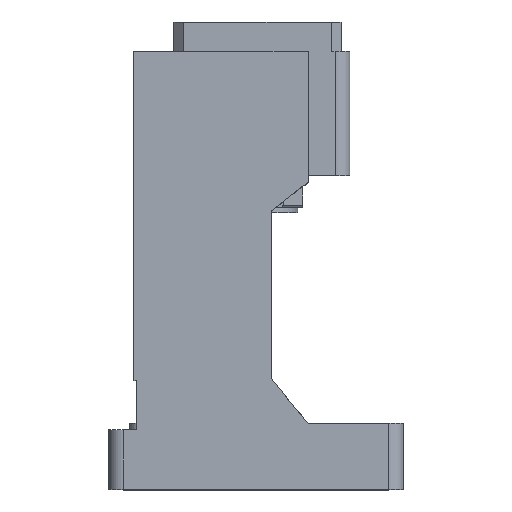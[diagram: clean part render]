
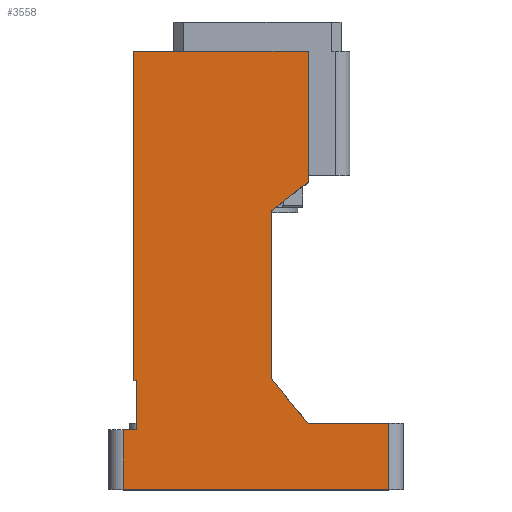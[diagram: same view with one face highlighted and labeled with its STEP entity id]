
A CAD part, top view. The second image highlights one B-rep face of the part: STEP entity #3558.
In plain terms, the highlighted planar face has unit normal (0, 0, 1).
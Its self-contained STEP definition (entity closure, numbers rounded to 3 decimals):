
#13 = LINE ( 'NONE', #1678, #3897 ) ;
#97 = PLANE ( 'NONE',  #2458 ) ;
#210 = VERTEX_POINT ( 'NONE', #3164 ) ;
#247 = VECTOR ( 'NONE', #920, 1000. ) ;
#296 = VECTOR ( 'NONE', #3567, 1000. ) ;
#337 = ORIENTED_EDGE ( 'NONE', *, *, #948, .T. ) ;
#363 = VERTEX_POINT ( 'NONE', #485 ) ;
#387 = CARTESIAN_POINT ( 'NONE',  ( 27., 9.35, 30. ) ) ;
#420 = LINE ( 'NONE', #3546, #2384 ) ;
#485 = CARTESIAN_POINT ( 'NONE',  ( -27., 9.35, 30. ) ) ;
#538 = EDGE_LOOP ( 'NONE', ( #1548, #915, #1944, #3242, #2451, #903, #3134, #1431, #2726, #2165, #1890, #337, #1956 ) ) ;
#616 = DIRECTION ( 'NONE',  ( -0.789, -0.615, 0. ) ) ;
#687 = EDGE_CURVE ( 'NONE', #950, #210, #4365, .T. ) ;
#750 = DIRECTION ( 'NONE',  ( 1., 0., 0. ) ) ;
#817 = CARTESIAN_POINT ( 'NONE',  ( -24.9, 98.5, 30. ) ) ;
#832 = VECTOR ( 'NONE', #1029, 1000. ) ;
#865 = CARTESIAN_POINT ( 'NONE',  ( -24.3, 31.55, 30. ) ) ;
#871 = LINE ( 'NONE', #2237, #1255 ) ;
#903 = ORIENTED_EDGE ( 'NONE', *, *, #3592, .F. ) ;
#915 = ORIENTED_EDGE ( 'NONE', *, *, #4212, .T. ) ;
#920 = DIRECTION ( 'NONE',  ( -1., 0., 0. ) ) ;
#948 = EDGE_CURVE ( 'NONE', #3493, #3561, #2940, .T. ) ;
#950 = VERTEX_POINT ( 'NONE', #1651 ) ;
#980 = LINE ( 'NONE', #3758, #3622 ) ;
#1029 = DIRECTION ( 'NONE',  ( -1., 0., 0. ) ) ;
#1080 = VERTEX_POINT ( 'NONE', #2369 ) ;
#1091 = CARTESIAN_POINT ( 'NONE',  ( 27., 22.85, 30. ) ) ;
#1142 = DIRECTION ( 'NONE',  ( 0., -1., 0. ) ) ;
#1213 = DIRECTION ( 'NONE',  ( 1., 0., 0. ) ) ;
#1244 = CARTESIAN_POINT ( 'NONE',  ( -24.9, 98.5, 30. ) ) ;
#1255 = VECTOR ( 'NONE', #1927, 1000. ) ;
#1256 = EDGE_CURVE ( 'NONE', #2996, #1080, #4265, .T. ) ;
#1289 = EDGE_CURVE ( 'NONE', #3154, #4021, #420, .T. ) ;
#1315 = LINE ( 'NONE', #1642, #1537 ) ;
#1358 = LINE ( 'NONE', #3422, #3157 ) ;
#1431 = ORIENTED_EDGE ( 'NONE', *, *, #2585, .F. ) ;
#1433 = CARTESIAN_POINT ( 'NONE',  ( 10.6, 71.9, 30. ) ) ;
#1483 = CARTESIAN_POINT ( 'NONE',  ( 10.6, 98.5, 30. ) ) ;
#1524 = CARTESIAN_POINT ( 'NONE',  ( 30., 22.85, 30. ) ) ;
#1537 = VECTOR ( 'NONE', #616, 1000. ) ;
#1548 = ORIENTED_EDGE ( 'NONE', *, *, #2572, .F. ) ;
#1642 = CARTESIAN_POINT ( 'NONE',  ( 10.6, 71.9, 30. ) ) ;
#1651 = CARTESIAN_POINT ( 'NONE',  ( -24.3, 31.55, 30. ) ) ;
#1678 = CARTESIAN_POINT ( 'NONE',  ( 30., 9.35, 30. ) ) ;
#1728 = CARTESIAN_POINT ( 'NONE',  ( -24.9, 31.55, 30. ) ) ;
#1885 = EDGE_CURVE ( 'NONE', #210, #2883, #2929, .T. ) ;
#1886 = EDGE_CURVE ( 'NONE', #1080, #4021, #871, .T. ) ;
#1890 = ORIENTED_EDGE ( 'NONE', *, *, #3875, .T. ) ;
#1927 = DIRECTION ( 'NONE',  ( 0.64, -0.768, 0. ) ) ;
#1934 = CARTESIAN_POINT ( 'NONE',  ( -24.3, 21.55, 30. ) ) ;
#1944 = ORIENTED_EDGE ( 'NONE', *, *, #1289, .T. ) ;
#1956 = ORIENTED_EDGE ( 'NONE', *, *, #2067, .T. ) ;
#2063 = DIRECTION ( 'NONE',  ( 0., -1., 0. ) ) ;
#2067 = EDGE_CURVE ( 'NONE', #3561, #363, #980, .T. ) ;
#2079 = VERTEX_POINT ( 'NONE', #387 ) ;
#2165 = ORIENTED_EDGE ( 'NONE', *, *, #687, .F. ) ;
#2170 = LINE ( 'NONE', #817, #4191 ) ;
#2237 = CARTESIAN_POINT ( 'NONE',  ( 3.1, 31.85, 30. ) ) ;
#2369 = CARTESIAN_POINT ( 'NONE',  ( 3.1, 31.85, 30. ) ) ;
#2384 = VECTOR ( 'NONE', #2534, 1000. ) ;
#2437 = VECTOR ( 'NONE', #1142, 1000. ) ;
#2451 = ORIENTED_EDGE ( 'NONE', *, *, #1256, .F. ) ;
#2458 = AXIS2_PLACEMENT_3D ( 'NONE', #1524, #4260, #1213 ) ;
#2469 = CARTESIAN_POINT ( 'NONE',  ( 3.1, 66.05, 30. ) ) ;
#2499 = LINE ( 'NONE', #865, #2437 ) ;
#2504 = CARTESIAN_POINT ( 'NONE',  ( -27., 21.55, 30. ) ) ;
#2534 = DIRECTION ( 'NONE',  ( -1., 0., 0. ) ) ;
#2572 = EDGE_CURVE ( 'NONE', #2079, #363, #13, .T. ) ;
#2573 = DIRECTION ( 'NONE',  ( 0., 1., 0. ) ) ;
#2585 = EDGE_CURVE ( 'NONE', #2883, #3523, #2170, .T. ) ;
#2726 = ORIENTED_EDGE ( 'NONE', *, *, #1885, .F. ) ;
#2883 = VERTEX_POINT ( 'NONE', #1244 ) ;
#2929 = LINE ( 'NONE', #4303, #3184 ) ;
#2940 = LINE ( 'NONE', #1934, #247 ) ;
#2996 = VERTEX_POINT ( 'NONE', #3421 ) ;
#3040 = DIRECTION ( 'NONE',  ( -1., 0., 0. ) ) ;
#3134 = ORIENTED_EDGE ( 'NONE', *, *, #3142, .F. ) ;
#3142 = EDGE_CURVE ( 'NONE', #3523, #3732, #3531, .T. ) ;
#3154 = VERTEX_POINT ( 'NONE', #1091 ) ;
#3157 = VECTOR ( 'NONE', #3377, 1000. ) ;
#3164 = CARTESIAN_POINT ( 'NONE',  ( -24.9, 31.55, 30. ) ) ;
#3184 = VECTOR ( 'NONE', #2573, 1000. ) ;
#3227 = FACE_OUTER_BOUND ( 'NONE', #538, .T. ) ;
#3242 = ORIENTED_EDGE ( 'NONE', *, *, #1886, .F. ) ;
#3285 = CARTESIAN_POINT ( 'NONE',  ( 10.6, 22.85, 30. ) ) ;
#3377 = DIRECTION ( 'NONE',  ( 0., 1., 0. ) ) ;
#3421 = CARTESIAN_POINT ( 'NONE',  ( 3.1, 66.05, 30. ) ) ;
#3422 = CARTESIAN_POINT ( 'NONE',  ( 27., 22.85, 30. ) ) ;
#3490 = CARTESIAN_POINT ( 'NONE',  ( 10.6, 98.5, 30. ) ) ;
#3493 = VERTEX_POINT ( 'NONE', #3582 ) ;
#3523 = VERTEX_POINT ( 'NONE', #1483 ) ;
#3531 = LINE ( 'NONE', #3490, #3745 ) ;
#3546 = CARTESIAN_POINT ( 'NONE',  ( 30., 22.85, 30. ) ) ;
#3558 = ADVANCED_FACE ( 'NONE', ( #3227 ), #97, .T. ) ;
#3561 = VERTEX_POINT ( 'NONE', #2504 ) ;
#3567 = DIRECTION ( 'NONE',  ( 0., -1., 0. ) ) ;
#3582 = CARTESIAN_POINT ( 'NONE',  ( -24.3, 21.55, 30. ) ) ;
#3592 = EDGE_CURVE ( 'NONE', #3732, #2996, #1315, .T. ) ;
#3622 = VECTOR ( 'NONE', #2063, 1000. ) ;
#3732 = VERTEX_POINT ( 'NONE', #1433 ) ;
#3745 = VECTOR ( 'NONE', #3883, 1000. ) ;
#3758 = CARTESIAN_POINT ( 'NONE',  ( -27., 22.85, 30. ) ) ;
#3875 = EDGE_CURVE ( 'NONE', #950, #3493, #2499, .T. ) ;
#3883 = DIRECTION ( 'NONE',  ( 0., -1., 0. ) ) ;
#3897 = VECTOR ( 'NONE', #3040, 1000. ) ;
#4021 = VERTEX_POINT ( 'NONE', #3285 ) ;
#4191 = VECTOR ( 'NONE', #750, 1000. ) ;
#4212 = EDGE_CURVE ( 'NONE', #2079, #3154, #1358, .T. ) ;
#4260 = DIRECTION ( 'NONE',  ( 0., 0., 1. ) ) ;
#4265 = LINE ( 'NONE', #2469, #296 ) ;
#4303 = CARTESIAN_POINT ( 'NONE',  ( -24.9, 22.85, 30. ) ) ;
#4365 = LINE ( 'NONE', #1728, #832 ) ;
